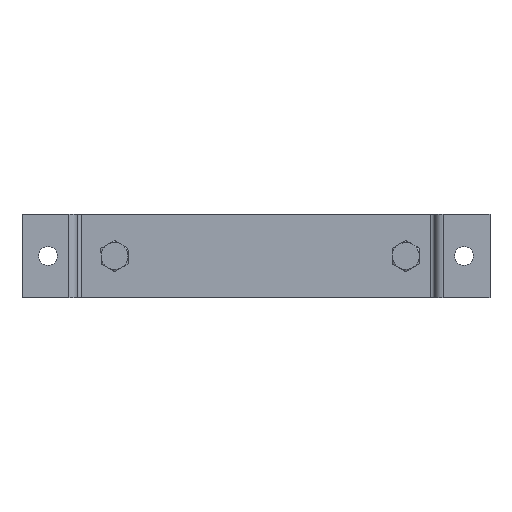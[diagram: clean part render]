
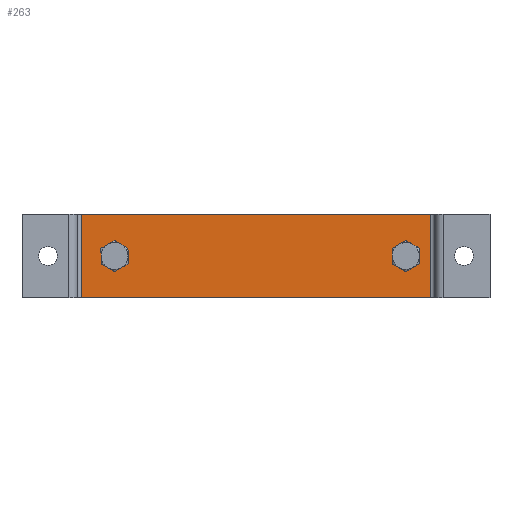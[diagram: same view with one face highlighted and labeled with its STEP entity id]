
A CAD part, top view. The second image highlights one B-rep face of the part: STEP entity #263.
In plain terms, the highlighted planar face has unit normal (0, 0, 1).
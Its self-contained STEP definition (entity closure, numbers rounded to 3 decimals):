
#263=ADVANCED_FACE('',(#886,#887,#888),#889,.F.);
#886=FACE_OUTER_BOUND('',#2108,.T.);
#887=FACE_BOUND('',#2109,.T.);
#888=FACE_BOUND('',#2110,.T.);
#889=PLANE('',#2111);
#2108=EDGE_LOOP('',(#3516,#3517,#3518,#3519));
#2109=EDGE_LOOP('',(#3520,#3521));
#2110=EDGE_LOOP('',(#3522,#3523));
#2111=AXIS2_PLACEMENT_3D('',#3524,#3525,#3526);
#3516=ORIENTED_EDGE('',*,*,#7861,.T.);
#3517=ORIENTED_EDGE('',*,*,#7903,.F.);
#3518=ORIENTED_EDGE('',*,*,#7842,.F.);
#3519=ORIENTED_EDGE('',*,*,#7902,.T.);
#3520=ORIENTED_EDGE('',*,*,#7904,.T.);
#3521=ORIENTED_EDGE('',*,*,#7808,.T.);
#3522=ORIENTED_EDGE('',*,*,#7905,.T.);
#3523=ORIENTED_EDGE('',*,*,#7812,.T.);
#3524=CARTESIAN_POINT('',(-51.99,40.317,15.559));
#3525=DIRECTION('',(0.0,0.0,-1.0));
#3526=DIRECTION('',(0.0,-1.0,0.0));
#7808=EDGE_CURVE('',#9216,#9217,#9218,.T.);
#7812=EDGE_CURVE('',#9224,#9225,#9226,.T.);
#7842=EDGE_CURVE('',#9275,#9281,#9282,.T.);
#7861=EDGE_CURVE('',#9289,#9305,#9313,.T.);
#7902=EDGE_CURVE('',#9275,#9289,#9366,.T.);
#7903=EDGE_CURVE('',#9281,#9305,#9367,.T.);
#7904=EDGE_CURVE('',#9217,#9216,#9368,.T.);
#7905=EDGE_CURVE('',#9225,#9224,#9369,.T.);
#9216=VERTEX_POINT('',#11512);
#9217=VERTEX_POINT('',#11513);
#9218=CIRCLE('',#11514,5.5);
#9224=VERTEX_POINT('',#11522);
#9225=VERTEX_POINT('',#11523);
#9226=CIRCLE('',#11524,5.5);
#9275=VERTEX_POINT('',#11589);
#9281=VERTEX_POINT('',#11597);
#9282=LINE('',#11598,#11599);
#9289=VERTEX_POINT('',#11608);
#9305=VERTEX_POINT('',#11631);
#9313=LINE('',#11642,#11643);
#9366=LINE('',#11726,#11727);
#9367=LINE('',#11728,#11729);
#9368=CIRCLE('',#11730,5.5);
#9369=CIRCLE('',#11731,5.5);
#11512=CARTESIAN_POINT('',(113.51,20.317,15.559));
#11513=CARTESIAN_POINT('',(102.51,20.317,15.559));
#11514=AXIS2_PLACEMENT_3D('',#15340,#15341,#15342);
#11522=CARTESIAN_POINT('',(-26.49,20.317,15.559));
#11523=CARTESIAN_POINT('',(-37.49,20.317,15.559));
#11524=AXIS2_PLACEMENT_3D('',#15348,#15349,#15350);
#11589=CARTESIAN_POINT('',(-47.99,40.317,15.559));
#11597=CARTESIAN_POINT('',(120.01,40.317,15.559));
#11598=CARTESIAN_POINT('',(-51.99,40.317,15.559));
#11599=VECTOR('',#15402,1000.0);
#11608=CARTESIAN_POINT('',(-47.99,0.317,15.559));
#11631=CARTESIAN_POINT('',(120.01,0.317,15.559));
#11642=CARTESIAN_POINT('',(-51.99,0.317,15.559));
#11643=VECTOR('',#15433,1000.0);
#11726=CARTESIAN_POINT('',(-47.99,40.317,15.559));
#11727=VECTOR('',#15494,1000.0);
#11728=CARTESIAN_POINT('',(120.01,40.317,15.559));
#11729=VECTOR('',#15495,1000.0);
#11730=AXIS2_PLACEMENT_3D('',#15496,#15497,#15498);
#11731=AXIS2_PLACEMENT_3D('',#15499,#15500,#15501);
#15340=CARTESIAN_POINT('',(108.01,20.317,15.559));
#15341=DIRECTION('',(0.0,0.0,-1.0));
#15342=DIRECTION('',(-1.0,0.0,0.0));
#15348=CARTESIAN_POINT('',(-31.99,20.317,15.559));
#15349=DIRECTION('',(0.0,0.0,-1.0));
#15350=DIRECTION('',(-1.0,0.0,0.0));
#15402=DIRECTION('',(1.0,0.0,0.0));
#15433=DIRECTION('',(1.0,0.0,0.0));
#15494=DIRECTION('',(-0.0,-1.0,-0.0));
#15495=DIRECTION('',(-0.0,-1.0,-0.0));
#15496=CARTESIAN_POINT('',(108.01,20.317,15.559));
#15497=DIRECTION('',(0.0,0.0,-1.0));
#15498=DIRECTION('',(-1.0,0.0,0.0));
#15499=CARTESIAN_POINT('',(-31.99,20.317,15.559));
#15500=DIRECTION('',(0.0,0.0,-1.0));
#15501=DIRECTION('',(-1.0,0.0,0.0));
